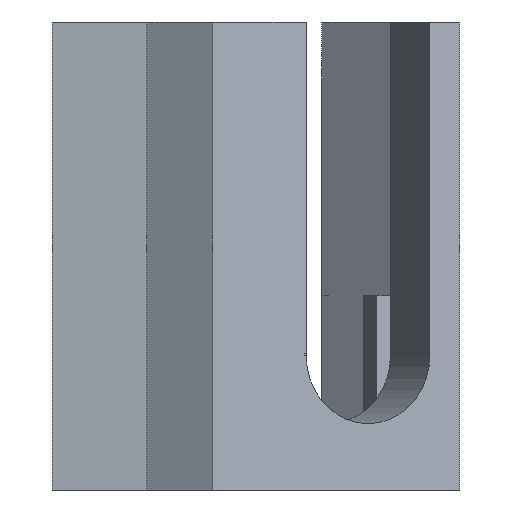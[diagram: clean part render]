
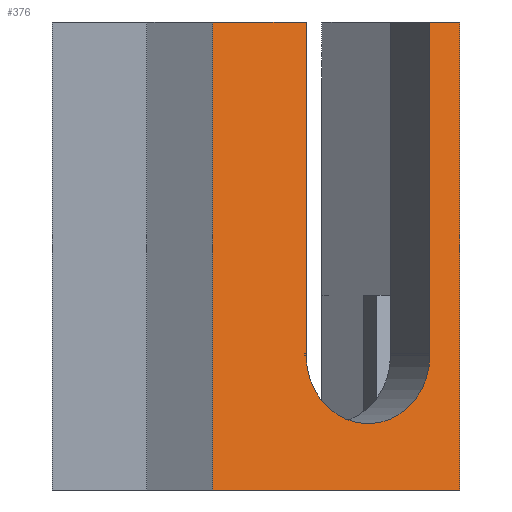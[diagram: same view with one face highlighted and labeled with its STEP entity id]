
A CAD part, front view. The second image highlights one B-rep face of the part: STEP entity #376.
In plain terms, the highlighted planar face has unit normal (0.423, -0.906, 0).
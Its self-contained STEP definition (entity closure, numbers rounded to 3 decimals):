
#17 = EDGE_CURVE ( 'NONE', #1728, #2584, #4013, .T. ) ;
#24 = DIRECTION ( 'NONE',  ( -0.423, 0.906, 0. ) ) ;
#79 = CARTESIAN_POINT ( 'NONE',  ( 163.645, -39.298, 78. ) ) ;
#137 = EDGE_CURVE ( 'NONE', #3874, #1728, #1129, .T. ) ;
#177 = EDGE_LOOP ( 'NONE', ( #3153, #1573, #2333, #2452, #476, #2410, #1909, #2287, #3202, #3925 ) ) ;
#187 = DIRECTION ( 'NONE',  ( 0.906, 0.423, 0. ) ) ;
#223 = VERTEX_POINT ( 'NONE', #3280 ) ;
#262 = VERTEX_POINT ( 'NONE', #936 ) ;
#376 = ADVANCED_FACE ( 'NONE', ( #1077 ), #4197, .F. ) ;
#409 = CARTESIAN_POINT ( 'NONE',  ( 135.779, -52.292, 60. ) ) ;
#411 = DIRECTION ( 'NONE',  ( 0.906, 0.423, 0. ) ) ;
#476 = ORIENTED_EDGE ( 'NONE', *, *, #137, .T. ) ;
#483 = EDGE_CURVE ( 'NONE', #262, #3874, #1176, .T. ) ;
#668 = DIRECTION ( 'NONE',  ( 0., 0., -1. ) ) ;
#791 = VERTEX_POINT ( 'NONE', #2660 ) ;
#799 = LINE ( 'NONE', #2431, #4058 ) ;
#936 = CARTESIAN_POINT ( 'NONE',  ( 163.645, -39.298, 13. ) ) ;
#958 = VECTOR ( 'NONE', #3779, 1000. ) ;
#995 = CARTESIAN_POINT ( 'NONE',  ( 167.5, -37.5, 60. ) ) ;
#1019 = EDGE_CURVE ( 'NONE', #2379, #1107, #799, .T. ) ;
#1077 = FACE_OUTER_BOUND ( 'NONE', #177, .T. ) ;
#1089 = DIRECTION ( 'NONE',  ( -0.423, 0.906, 0. ) ) ;
#1107 = VERTEX_POINT ( 'NONE', #1440 ) ;
#1124 = LINE ( 'NONE', #409, #3784 ) ;
#1128 = AXIS2_PLACEMENT_3D ( 'NONE', #3948, #2845, #2574 ) ;
#1129 = CIRCLE ( 'NONE', #1267, 8.75 ) ;
#1176 = CIRCLE ( 'NONE', #2389, 8.75 ) ;
#1223 = DIRECTION ( 'NONE',  ( -0.423, 0.906, 0. ) ) ;
#1267 = AXIS2_PLACEMENT_3D ( 'NONE', #1896, #1223, #187 ) ;
#1371 = VERTEX_POINT ( 'NONE', #2625 ) ;
#1376 = LINE ( 'NONE', #1943, #2190 ) ;
#1430 = CARTESIAN_POINT ( 'NONE',  ( 147.788, -46.692, 12.75 ) ) ;
#1440 = CARTESIAN_POINT ( 'NONE',  ( 135.779, -52.292, -4.5 ) ) ;
#1454 = VECTOR ( 'NONE', #668, 1000. ) ;
#1460 = DIRECTION ( 'NONE',  ( 0., 0., -1. ) ) ;
#1573 = ORIENTED_EDGE ( 'NONE', *, *, #2041, .F. ) ;
#1672 = CARTESIAN_POINT ( 'NONE',  ( 147.791, -46.69, 78. ) ) ;
#1693 = EDGE_CURVE ( 'NONE', #1371, #262, #4379, .T. ) ;
#1726 = DIRECTION ( 'NONE',  ( -0.906, -0.423, 0. ) ) ;
#1728 = VERTEX_POINT ( 'NONE', #1430 ) ;
#1741 = DIRECTION ( 'NONE',  ( 0.906, 0.423, 0. ) ) ;
#1788 = CARTESIAN_POINT ( 'NONE',  ( 163.648, -39.296, 12.75 ) ) ;
#1896 = CARTESIAN_POINT ( 'NONE',  ( 155.718, -42.994, 12.75 ) ) ;
#1909 = ORIENTED_EDGE ( 'NONE', *, *, #2168, .T. ) ;
#1943 = CARTESIAN_POINT ( 'NONE',  ( 163.645, -39.298, 55.5 ) ) ;
#2041 = EDGE_CURVE ( 'NONE', #1371, #223, #1376, .T. ) ;
#2168 = EDGE_CURVE ( 'NONE', #2584, #4212, #3306, .T. ) ;
#2190 = VECTOR ( 'NONE', #2668, 1000. ) ;
#2287 = ORIENTED_EDGE ( 'NONE', *, *, #2900, .F. ) ;
#2333 = ORIENTED_EDGE ( 'NONE', *, *, #1693, .T. ) ;
#2379 = VERTEX_POINT ( 'NONE', #3947 ) ;
#2389 = AXIS2_PLACEMENT_3D ( 'NONE', #2479, #1089, #411 ) ;
#2410 = ORIENTED_EDGE ( 'NONE', *, *, #17, .T. ) ;
#2431 = CARTESIAN_POINT ( 'NONE',  ( 167.5, -37.5, -4.5 ) ) ;
#2445 = DIRECTION ( 'NONE',  ( -0.906, -0.423, 0. ) ) ;
#2452 = ORIENTED_EDGE ( 'NONE', *, *, #483, .T. ) ;
#2479 = CARTESIAN_POINT ( 'NONE',  ( 155.718, -42.994, 12.75 ) ) ;
#2574 = DIRECTION ( 'NONE',  ( 0.906, 0.423, 0. ) ) ;
#2584 = VERTEX_POINT ( 'NONE', #2980 ) ;
#2625 = CARTESIAN_POINT ( 'NONE',  ( 163.645, -39.298, 55.5 ) ) ;
#2660 = CARTESIAN_POINT ( 'NONE',  ( 135.779, -52.292, 55.5 ) ) ;
#2668 = DIRECTION ( 'NONE',  ( 0.906, 0.423, 0. ) ) ;
#2704 = LINE ( 'NONE', #2738, #3419 ) ;
#2738 = CARTESIAN_POINT ( 'NONE',  ( 135.779, -52.292, 55.5 ) ) ;
#2845 = DIRECTION ( 'NONE',  ( -0.423, 0.906, 0. ) ) ;
#2865 = EDGE_CURVE ( 'NONE', #223, #2379, #4016, .T. ) ;
#2900 = EDGE_CURVE ( 'NONE', #791, #4212, #2704, .T. ) ;
#2950 = VECTOR ( 'NONE', #3559, 1000. ) ;
#2980 = CARTESIAN_POINT ( 'NONE',  ( 147.791, -46.69, 13. ) ) ;
#3105 = CARTESIAN_POINT ( 'NONE',  ( 167.5, -37.5, 60. ) ) ;
#3153 = ORIENTED_EDGE ( 'NONE', *, *, #2865, .F. ) ;
#3170 = AXIS2_PLACEMENT_3D ( 'NONE', #995, #24, #1726 ) ;
#3202 = ORIENTED_EDGE ( 'NONE', *, *, #3984, .T. ) ;
#3280 = CARTESIAN_POINT ( 'NONE',  ( 167.5, -37.5, 55.5 ) ) ;
#3306 = LINE ( 'NONE', #1672, #958 ) ;
#3419 = VECTOR ( 'NONE', #1741, 1000. ) ;
#3559 = DIRECTION ( 'NONE',  ( 0., 0., -1. ) ) ;
#3659 = CARTESIAN_POINT ( 'NONE',  ( 147.791, -46.69, 55.5 ) ) ;
#3779 = DIRECTION ( 'NONE',  ( 0., 0., 1. ) ) ;
#3784 = VECTOR ( 'NONE', #1460, 1000. ) ;
#3874 = VERTEX_POINT ( 'NONE', #1788 ) ;
#3925 = ORIENTED_EDGE ( 'NONE', *, *, #1019, .F. ) ;
#3947 = CARTESIAN_POINT ( 'NONE',  ( 167.5, -37.5, -4.5 ) ) ;
#3948 = CARTESIAN_POINT ( 'NONE',  ( 155.718, -42.994, 12.75 ) ) ;
#3984 = EDGE_CURVE ( 'NONE', #791, #1107, #1124, .T. ) ;
#4013 = CIRCLE ( 'NONE', #1128, 8.75 ) ;
#4016 = LINE ( 'NONE', #3105, #1454 ) ;
#4058 = VECTOR ( 'NONE', #2445, 1000. ) ;
#4197 = PLANE ( 'NONE',  #3170 ) ;
#4212 = VERTEX_POINT ( 'NONE', #3659 ) ;
#4379 = LINE ( 'NONE', #79, #2950 ) ;
